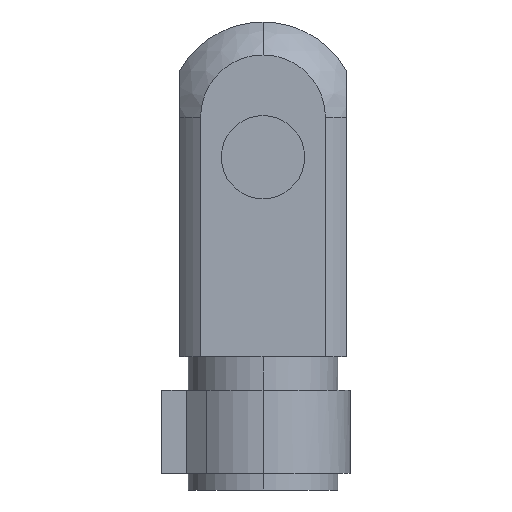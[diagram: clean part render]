
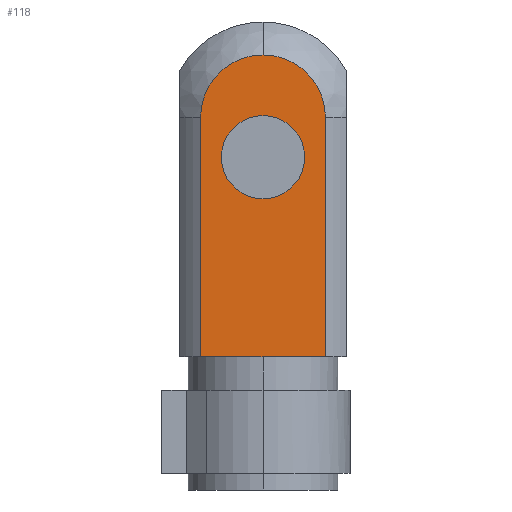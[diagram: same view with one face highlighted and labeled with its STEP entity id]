
A CAD part, left-side view. The second image highlights one B-rep face of the part: STEP entity #118.
In plain terms, the highlighted planar face has unit normal (-1, 0, 0).
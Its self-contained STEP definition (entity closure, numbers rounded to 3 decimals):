
#118=ADVANCED_FACE('',(#272,#273),#274,.F.);
#272=FACE_BOUND('',#429,.T.);
#273=FACE_OUTER_BOUND('',#430,.T.);
#274=PLANE('',#431);
#429=EDGE_LOOP('',(#1039,#1040));
#430=EDGE_LOOP('',(#1041,#1042,#1043,#1044,#1045));
#431=AXIS2_PLACEMENT_3D('',#1046,#1047,#1048);
#1039=ORIENTED_EDGE('',*,*,#1225,.T.);
#1040=ORIENTED_EDGE('',*,*,#1088,.T.);
#1041=ORIENTED_EDGE('',*,*,#1245,.F.);
#1042=ORIENTED_EDGE('',*,*,#1254,.F.);
#1043=ORIENTED_EDGE('',*,*,#1228,.F.);
#1044=ORIENTED_EDGE('',*,*,#1242,.F.);
#1045=ORIENTED_EDGE('',*,*,#1063,.F.);
#1046=CARTESIAN_POINT('',(-8.0,0.0,28.9));
#1047=DIRECTION('',(1.0,0.0,0.0));
#1048=DIRECTION('',(0.0,0.0,-1.0));
#1063=EDGE_CURVE('',#1267,#1261,#1269,.T.);
#1088=EDGE_CURVE('',#1311,#1315,#1317,.T.);
#1225=EDGE_CURVE('',#1315,#1311,#1540,.T.);
#1228=EDGE_CURVE('',#1543,#1544,#1545,.T.);
#1242=EDGE_CURVE('',#1261,#1543,#1568,.T.);
#1245=EDGE_CURVE('',#1572,#1267,#1573,.T.);
#1254=EDGE_CURVE('',#1544,#1572,#1585,.T.);
#1261=VERTEX_POINT('',#1594);
#1267=VERTEX_POINT('',#1600);
#1269=CIRCLE('',#1602,6.0);
#1311=VERTEX_POINT('',#1651);
#1315=VERTEX_POINT('',#1656);
#1317=CIRCLE('',#1659,4.0);
#1540=CIRCLE('',#1983,4.0);
#1543=VERTEX_POINT('',#1986);
#1544=VERTEX_POINT('',#1987);
#1545=LINE('',#1988,#1989);
#1568=CIRCLE('',#2017,6.0);
#1572=VERTEX_POINT('',#2021);
#1573=LINE('',#2022,#2023);
#1585=LINE('',#2042,#2043);
#1594=CARTESIAN_POINT('',(-8.0,0.,41.835));
#1600=CARTESIAN_POINT('',(-8.0,6.0,35.835));
#1602=AXIS2_PLACEMENT_3D('',#2068,#2069,#2070);
#1651=CARTESIAN_POINT('',(-8.0,0.,28.0));
#1656=CARTESIAN_POINT('',(-8.0,0.,36.0));
#1659=AXIS2_PLACEMENT_3D('',#2125,#2126,#2127);
#1983=AXIS2_PLACEMENT_3D('',#2334,#2335,#2336);
#1986=CARTESIAN_POINT('',(-8.0,-6.0,35.835));
#1987=CARTESIAN_POINT('',(-8.0,-6.0,12.8));
#1988=CARTESIAN_POINT('',(-8.0,-6.0,24.317));
#1989=VECTOR('',#2343,1.0);
#2017=AXIS2_PLACEMENT_3D('',#2373,#2374,#2375);
#2021=CARTESIAN_POINT('',(-8.0,6.0,12.8));
#2022=CARTESIAN_POINT('',(-8.0,6.0,24.317));
#2023=VECTOR('',#2382,1.0);
#2042=CARTESIAN_POINT('',(-8.0,0.0,12.8));
#2043=VECTOR('',#2393,1.0);
#2068=CARTESIAN_POINT('',(-8.0,0.0,35.835));
#2069=DIRECTION('',(1.0,0.0,0.0));
#2070=DIRECTION('',(0.0,0.0,-1.0));
#2125=CARTESIAN_POINT('',(-8.0,0.0,32.0));
#2126=DIRECTION('',(1.0,0.0,0.0));
#2127=DIRECTION('',(0.0,0.0,-1.0));
#2334=CARTESIAN_POINT('',(-8.0,0.0,32.0));
#2335=DIRECTION('',(1.0,0.0,0.0));
#2336=DIRECTION('',(0.0,0.0,-1.0));
#2343=DIRECTION('',(-0.0,-0.0,-1.0));
#2373=CARTESIAN_POINT('',(-8.0,0.0,35.835));
#2374=DIRECTION('',(1.0,0.0,0.0));
#2375=DIRECTION('',(0.0,0.0,-1.0));
#2382=DIRECTION('',(0.0,0.0,1.0));
#2393=DIRECTION('',(0.0,1.0,0.0));
